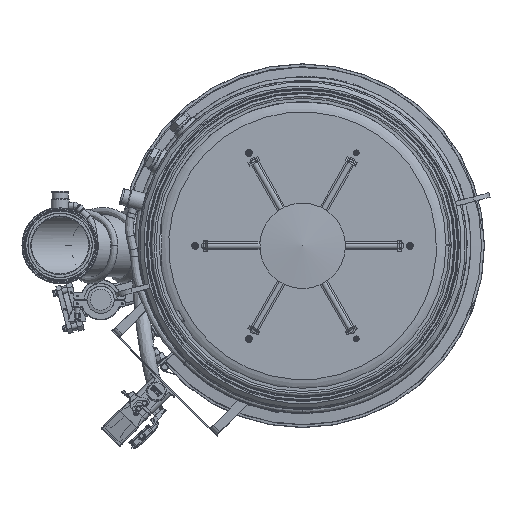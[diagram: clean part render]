
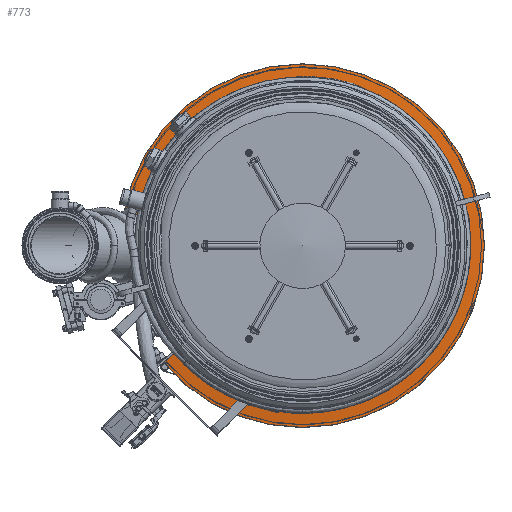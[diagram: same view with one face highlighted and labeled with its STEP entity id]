
A CAD part, top view. The second image highlights one B-rep face of the part: STEP entity #773.
In plain terms, the highlighted conical face has half-angle 85 degrees and reference radius 284.144 mm.
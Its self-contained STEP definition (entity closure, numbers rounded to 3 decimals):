
#773=ADVANCED_FACE('',(#19429),#19431,.T.);
#19429=FACE_BOUND('',#19430,.T.);
#19430=EDGE_LOOP('',(#46314,#46315,#46316,#46317));
#19431=CONICAL_SURFACE('',#19432,284.144,1.484);
#19432=AXIS2_PLACEMENT_3D('',#19433,#19434,#19435);
#19433=CARTESIAN_POINT('',(0.,0.,135.29));
#19434=DIRECTION('',(0.,0.,-1.));
#19435=DIRECTION('',(0.766,0.643,0.));
#46314=ORIENTED_EDGE('',*,*,#54332,.T.);
#46315=ORIENTED_EDGE('',*,*,#54333,.T.);
#46316=ORIENTED_EDGE('',*,*,#54334,.F.);
#46317=ORIENTED_EDGE('',*,*,#54335,.F.);
#54332=EDGE_CURVE('',#62165,#62166,#62167,.T.);
#54333=EDGE_CURVE('',#62166,#62168,#62169,.T.);
#54334=EDGE_CURVE('',#62170,#62168,#62171,.T.);
#54335=EDGE_CURVE('',#62165,#62170,#62172,.T.);
#62165=VERTEX_POINT('',#97689);
#62166=VERTEX_POINT('',#97690);
#62167=LINE('',#97691,#97692);
#62168=VERTEX_POINT('',#97694);
#62169=CIRCLE('',#97695,315.026);
#62170=VERTEX_POINT('',#97699);
#62171=LINE('',#97700,#97701);
#62172=CIRCLE('',#97703,253.261);
#97689=CARTESIAN_POINT('',(-194.01,-162.793,137.992));
#97690=CARTESIAN_POINT('',(-241.324,-202.495,132.589));
#97691=CARTESIAN_POINT('',(-194.01,-162.793,137.992));
#97692=VECTOR('',#97693,1.);
#97693=DIRECTION('',(-0.763,-0.64,-0.087));
#97694=CARTESIAN_POINT('',(-315.026,0.,132.589));
#97695=AXIS2_PLACEMENT_3D('',#97696,#97697,#97698);
#97696=CARTESIAN_POINT('',(0.,0.,132.589));
#97697=DIRECTION('',(0.,0.,1.));
#97698=DIRECTION('',(-0.766,-0.643,0.));
#97699=CARTESIAN_POINT('',(-253.261,0.,137.992));
#97700=CARTESIAN_POINT('',(-253.261,0.,137.992));
#97701=VECTOR('',#97702,1.);
#97702=DIRECTION('',(-0.996,0.,-0.087));
#97703=AXIS2_PLACEMENT_3D('',#97704,#97705,#97706);
#97704=CARTESIAN_POINT('',(0.,0.,137.992));
#97705=DIRECTION('',(0.,0.,1.));
#97706=DIRECTION('',(-0.766,-0.643,0.));
